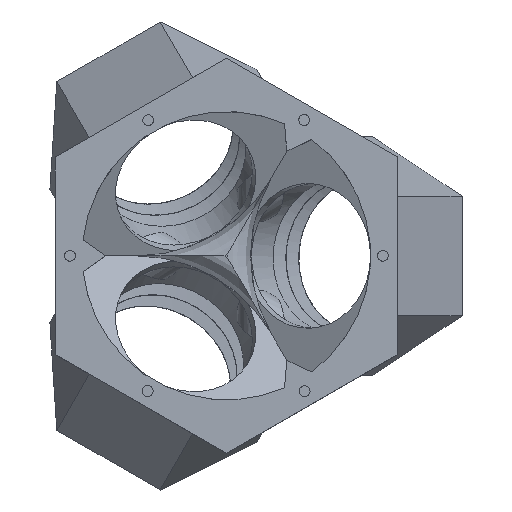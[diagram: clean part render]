
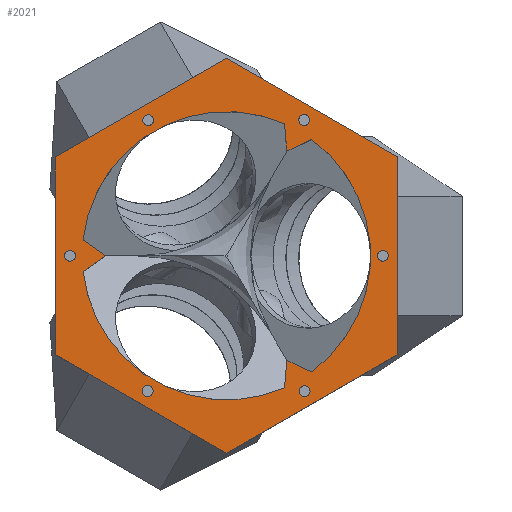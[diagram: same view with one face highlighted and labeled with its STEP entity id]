
A CAD part, top view. The second image highlights one B-rep face of the part: STEP entity #2021.
In plain terms, the highlighted planar face has unit normal (0, 0, 1).
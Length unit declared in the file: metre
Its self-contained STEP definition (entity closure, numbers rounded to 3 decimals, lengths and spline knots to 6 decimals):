
#137=CIRCLE('',#2227,0.00105);
#138=CIRCLE('',#2228,0.00105);
#139=CIRCLE('',#2229,0.00105);
#140=CIRCLE('',#2230,0.00105);
#141=CIRCLE('',#2231,0.00105);
#142=CIRCLE('',#2232,0.00105);
#143=CIRCLE('',#2233,0.027874);
#144=CIRCLE('',#2234,0.027874);
#145=CIRCLE('',#2235,0.027874);
#602=ORIENTED_EDGE('',*,*,#1039,.F.);
#603=ORIENTED_EDGE('',*,*,#1040,.F.);
#604=ORIENTED_EDGE('',*,*,#1041,.F.);
#605=ORIENTED_EDGE('',*,*,#1042,.F.);
#606=ORIENTED_EDGE('',*,*,#1043,.F.);
#607=ORIENTED_EDGE('',*,*,#1044,.F.);
#608=ORIENTED_EDGE('',*,*,#1045,.F.);
#609=ORIENTED_EDGE('',*,*,#1046,.F.);
#610=ORIENTED_EDGE('',*,*,#1047,.T.);
#611=ORIENTED_EDGE('',*,*,#1048,.F.);
#612=ORIENTED_EDGE('',*,*,#1049,.F.);
#613=ORIENTED_EDGE('',*,*,#1050,.F.);
#614=ORIENTED_EDGE('',*,*,#1051,.F.);
#615=ORIENTED_EDGE('',*,*,#1052,.T.);
#616=ORIENTED_EDGE('',*,*,#1053,.T.);
#617=ORIENTED_EDGE('',*,*,#1054,.T.);
#618=ORIENTED_EDGE('',*,*,#1055,.T.);
#619=ORIENTED_EDGE('',*,*,#1056,.T.);
#620=ORIENTED_EDGE('',*,*,#1057,.T.);
#621=ORIENTED_EDGE('',*,*,#1058,.T.);
#622=ORIENTED_EDGE('',*,*,#1059,.T.);
#1039=EDGE_CURVE('',#1268,#1268,#137,.T.);
#1040=EDGE_CURVE('',#1269,#1269,#138,.T.);
#1041=EDGE_CURVE('',#1270,#1270,#139,.T.);
#1042=EDGE_CURVE('',#1271,#1271,#140,.T.);
#1043=EDGE_CURVE('',#1272,#1272,#141,.T.);
#1044=EDGE_CURVE('',#1273,#1273,#142,.T.);
#1045=EDGE_CURVE('',#1274,#1275,#143,.T.);
#1046=EDGE_CURVE('',#1276,#1274,#1403,.T.);
#1047=EDGE_CURVE('',#1276,#1277,#1404,.T.);
#1048=EDGE_CURVE('',#1278,#1277,#144,.T.);
#1049=EDGE_CURVE('',#1279,#1278,#1405,.T.);
#1050=EDGE_CURVE('',#1280,#1279,#1406,.T.);
#1051=EDGE_CURVE('',#1281,#1280,#145,.T.);
#1052=EDGE_CURVE('',#1281,#1282,#1407,.T.);
#1053=EDGE_CURVE('',#1282,#1275,#1408,.T.);
#1054=EDGE_CURVE('',#1283,#1284,#1409,.T.);
#1055=EDGE_CURVE('',#1284,#1285,#1410,.T.);
#1056=EDGE_CURVE('',#1285,#1286,#1411,.T.);
#1057=EDGE_CURVE('',#1286,#1287,#1412,.T.);
#1058=EDGE_CURVE('',#1287,#1288,#1413,.T.);
#1059=EDGE_CURVE('',#1288,#1283,#1414,.T.);
#1268=VERTEX_POINT('',#4457);
#1269=VERTEX_POINT('',#4459);
#1270=VERTEX_POINT('',#4461);
#1271=VERTEX_POINT('',#4463);
#1272=VERTEX_POINT('',#4465);
#1273=VERTEX_POINT('',#4467);
#1274=VERTEX_POINT('',#4469);
#1275=VERTEX_POINT('',#4470);
#1276=VERTEX_POINT('',#4472);
#1277=VERTEX_POINT('',#4474);
#1278=VERTEX_POINT('',#4476);
#1279=VERTEX_POINT('',#4478);
#1280=VERTEX_POINT('',#4480);
#1281=VERTEX_POINT('',#4482);
#1282=VERTEX_POINT('',#4484);
#1283=VERTEX_POINT('',#4487);
#1284=VERTEX_POINT('',#4488);
#1285=VERTEX_POINT('',#4490);
#1286=VERTEX_POINT('',#4492);
#1287=VERTEX_POINT('',#4494);
#1288=VERTEX_POINT('',#4496);
#1403=LINE('',#4471,#1551);
#1404=LINE('',#4473,#1552);
#1405=LINE('',#4477,#1553);
#1406=LINE('',#4479,#1554);
#1407=LINE('',#4483,#1555);
#1408=LINE('',#4485,#1556);
#1409=LINE('',#4486,#1557);
#1410=LINE('',#4489,#1558);
#1411=LINE('',#4491,#1559);
#1412=LINE('',#4493,#1560);
#1413=LINE('',#4495,#1561);
#1414=LINE('',#4497,#1562);
#1551=VECTOR('',#2691,1.);
#1552=VECTOR('',#2692,1.);
#1553=VECTOR('',#2695,1.);
#1554=VECTOR('',#2696,1.);
#1555=VECTOR('',#2699,1.);
#1556=VECTOR('',#2700,1.);
#1557=VECTOR('',#2701,1.);
#1558=VECTOR('',#2702,1.);
#1559=VECTOR('',#2703,1.);
#1560=VECTOR('',#2704,1.);
#1561=VECTOR('',#2705,1.);
#1562=VECTOR('',#2706,1.);
#1677=EDGE_LOOP('',(#602));
#1678=EDGE_LOOP('',(#603));
#1679=EDGE_LOOP('',(#604));
#1680=EDGE_LOOP('',(#605));
#1681=EDGE_LOOP('',(#606));
#1682=EDGE_LOOP('',(#607));
#1683=EDGE_LOOP('',(#608,#609,#610,#611,#612,#613,#614,#615,#616));
#1684=EDGE_LOOP('',(#617,#618,#619,#620,#621,#622));
#1810=FACE_BOUND('',#1677,.T.);
#1811=FACE_BOUND('',#1678,.T.);
#1812=FACE_BOUND('',#1679,.T.);
#1813=FACE_BOUND('',#1680,.T.);
#1814=FACE_BOUND('',#1681,.T.);
#1815=FACE_BOUND('',#1682,.T.);
#1816=FACE_BOUND('',#1683,.T.);
#1817=FACE_BOUND('',#1684,.T.);
#1915=PLANE('',#2226);
#2021=ADVANCED_FACE('',(#1810,#1811,#1812,#1813,#1814,#1815,#1816,#1817),
#1915,.T.);
#2226=AXIS2_PLACEMENT_3D('',#4455,#2675,#2676);
#2227=AXIS2_PLACEMENT_3D('',#4456,#2677,#2678);
#2228=AXIS2_PLACEMENT_3D('',#4458,#2679,#2680);
#2229=AXIS2_PLACEMENT_3D('',#4460,#2681,#2682);
#2230=AXIS2_PLACEMENT_3D('',#4462,#2683,#2684);
#2231=AXIS2_PLACEMENT_3D('',#4464,#2685,#2686);
#2232=AXIS2_PLACEMENT_3D('',#4466,#2687,#2688);
#2233=AXIS2_PLACEMENT_3D('',#4468,#2689,#2690);
#2234=AXIS2_PLACEMENT_3D('',#4475,#2693,#2694);
#2235=AXIS2_PLACEMENT_3D('',#4481,#2697,#2698);
#2675=DIRECTION('',(0.,0.,1.));
#2676=DIRECTION('',(1.,0.,0.));
#2677=DIRECTION('',(0.,0.,1.));
#2678=DIRECTION('',(1.,0.,0.));
#2679=DIRECTION('',(0.,0.,1.));
#2680=DIRECTION('',(1.,0.,0.));
#2681=DIRECTION('',(0.,0.,1.));
#2682=DIRECTION('',(1.,0.,0.));
#2683=DIRECTION('',(0.,0.,1.));
#2684=DIRECTION('',(1.,0.,0.));
#2685=DIRECTION('',(0.,0.,1.));
#2686=DIRECTION('',(1.,0.,0.));
#2687=DIRECTION('',(0.,0.,1.));
#2688=DIRECTION('',(1.,0.,0.));
#2689=DIRECTION('',(0.,0.,1.));
#2690=DIRECTION('',(1.,0.,0.));
#2691=DIRECTION('',(0.906,-0.422,0.));
#2692=DIRECTION('',(-0.087,-0.996,0.));
#2693=DIRECTION('',(0.,0.,1.));
#2694=DIRECTION('',(1.,0.,0.));
#2695=DIRECTION('',(-0.819,-0.574,0.));
#2696=DIRECTION('',(0.819,-0.574,0.));
#2697=DIRECTION('',(0.,0.,1.));
#2698=DIRECTION('',(1.,0.,0.));
#2699=DIRECTION('',(0.087,-0.996,0.));
#2700=DIRECTION('',(0.906,0.422,0.));
#2701=DIRECTION('',(-0.866,0.5,0.));
#2702=DIRECTION('',(-0.866,-0.5,0.));
#2703=DIRECTION('',(0.,-1.,0.));
#2704=DIRECTION('',(0.866,-0.5,0.));
#2705=DIRECTION('',(0.866,0.5,0.));
#2706=DIRECTION('',(0.,1.,0.));
#4455=CARTESIAN_POINT('',(0.,0.,0.150935));
#4456=CARTESIAN_POINT('',(-0.015222,-0.026147,0.150935));
#4457=CARTESIAN_POINT('',(-0.014172,-0.026147,0.150935));
#4458=CARTESIAN_POINT('',(-0.03025,0.,0.150935));
#4459=CARTESIAN_POINT('',(-0.0292,0.,0.150935));
#4460=CARTESIAN_POINT('',(-0.015125,0.026197,0.150935));
#4461=CARTESIAN_POINT('',(-0.014075,0.026197,0.150935));
#4462=CARTESIAN_POINT('',(0.03025,0.,0.150935));
#4463=CARTESIAN_POINT('',(0.0313,0.,0.150935));
#4464=CARTESIAN_POINT('',(0.015125,-0.026197,0.150935));
#4465=CARTESIAN_POINT('',(0.016175,-0.026197,0.150935));
#4466=CARTESIAN_POINT('',(0.015033,0.026256,0.150935));
#4467=CARTESIAN_POINT('',(0.016083,0.026256,0.150935));
#4468=CARTESIAN_POINT('',(0.,0.,0.150935));
#4469=CARTESIAN_POINT('',(0.016492,-0.022472,0.150935));
#4470=CARTESIAN_POINT('',(0.016494,0.022471,0.150935));
#4471=CARTESIAN_POINT('',(0.01409,-0.021353,0.150935));
#4472=CARTESIAN_POINT('',(0.011688,-0.020233,0.150935));
#4473=CARTESIAN_POINT('',(0.011458,-0.022873,0.150935));
#4474=CARTESIAN_POINT('',(0.011227,-0.025513,0.150935));
#4475=CARTESIAN_POINT('',(0.,0.,0.150935));
#4476=CARTESIAN_POINT('',(-0.027708,-0.00304,0.150935));
#4477=CARTESIAN_POINT('',(-0.025537,-0.00152,0.150935));
#4478=CARTESIAN_POINT('',(-0.023367,0.,0.150935));
#4479=CARTESIAN_POINT('',(-0.025537,0.00152,0.150935));
#4480=CARTESIAN_POINT('',(-0.027708,0.00304,0.150935));
#4481=CARTESIAN_POINT('',(0.,0.,0.150935));
#4482=CARTESIAN_POINT('',(0.01123,0.025512,0.150935));
#4483=CARTESIAN_POINT('',(0.01146,0.022872,0.150935));
#4484=CARTESIAN_POINT('',(0.01169,0.020232,0.150935));
#4485=CARTESIAN_POINT('',(0.014092,0.021351,0.150935));
#4486=CARTESIAN_POINT('',(0.016535,0.02864,0.150935));
#4487=CARTESIAN_POINT('',(0.033071,0.019093,0.150935));
#4488=CARTESIAN_POINT('',(0.,0.038187,0.150935));
#4489=CARTESIAN_POINT('',(-0.016535,0.02864,0.150935));
#4490=CARTESIAN_POINT('',(-0.033071,0.019093,0.150935));
#4491=CARTESIAN_POINT('',(-0.033071,0.,0.150935));
#4492=CARTESIAN_POINT('',(-0.033071,-0.019093,0.150935));
#4493=CARTESIAN_POINT('',(-0.016535,-0.02864,0.150935));
#4494=CARTESIAN_POINT('',(0.,-0.038187,0.150935));
#4495=CARTESIAN_POINT('',(0.016535,-0.02864,0.150935));
#4496=CARTESIAN_POINT('',(0.033071,-0.019093,0.150935));
#4497=CARTESIAN_POINT('',(0.033071,0.,0.150935));
